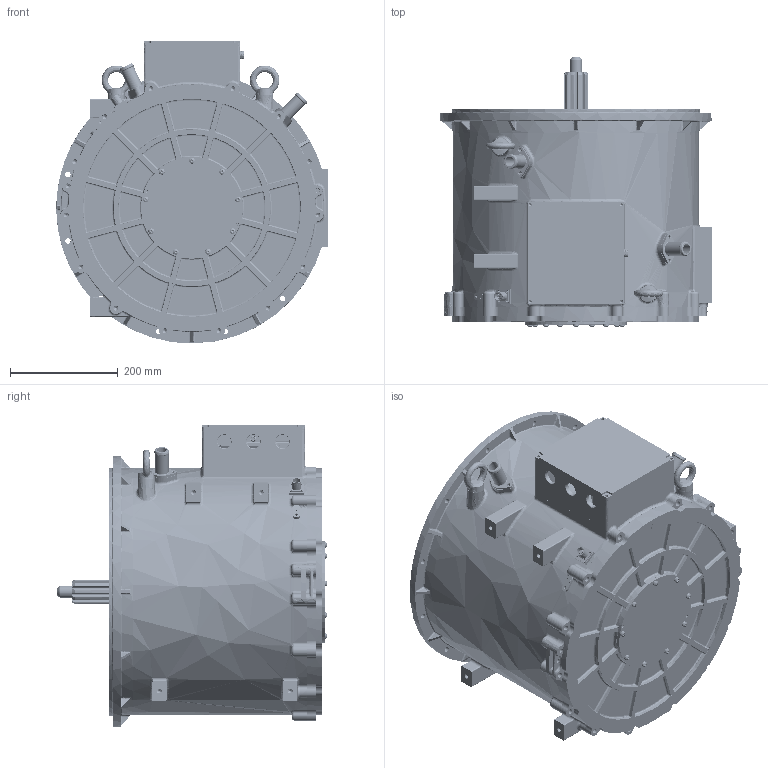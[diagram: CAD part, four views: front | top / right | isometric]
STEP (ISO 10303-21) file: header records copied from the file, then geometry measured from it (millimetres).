
FILE_DESCRIPTION(('FreeCAD Model'),'2;1');
FILE_NAME('Open CASCADE Shape Model','2025-05-04T11:45:35',('FreeCAD'),( 'FreeCAD'),'Open CASCADE STEP processor 7.6','FreeCAD','Unknown');
FILE_SCHEMA(('AUTOMOTIVE_DESIGN { 1 0 10303 214 1 1 1 1 }'));
Products named in the file (1): Open CASCADE STEP translator 7.6 1
Bounding box: 503.85 x 500.95 x 562.51 mm (x, y, z)
Volume: 36483422.8 mm3; surface area: 5286730.9 mm2
Topology: 219 solids, 222 shells, 7601 faces, 19322 edges, 12005 vertices
Faces by surface type: bspline 7601
Entity records: 280920 total; most frequent: CARTESIAN_POINT 173397, ORIENTED_EDGE 37774, EDGE_CURVE 18929, VERTEX_POINT 12027, B_SPLINE_CURVE_WITH_KNOTS 11376, FACE_BOUND 8228, EDGE_LOOP 8206, ADVANCED_FACE 7579
